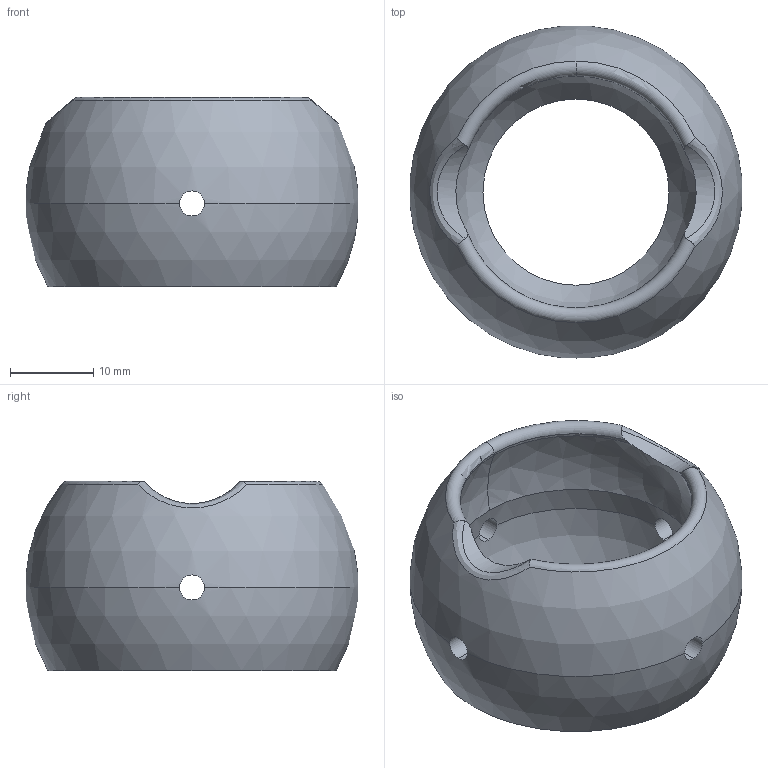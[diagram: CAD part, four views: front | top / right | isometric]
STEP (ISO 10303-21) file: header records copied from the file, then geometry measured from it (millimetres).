
FILE_DESCRIPTION (( 'STEP AP214' ), '1' );
FILE_NAME ('M3_2.STEP', '2019-04-01T21:51:18', ( 'MariaConsuegra' ), ( '' ), 'SwSTEP 2.0', 'SolidWorks 2015', '' );
FILE_SCHEMA (( 'AUTOMOTIVE_DESIGN' ));
Length unit declared in the file: millimetre
Products named in the file (1): M3_2
Bounding box: 39.89 x 39.89 x 22.76 mm (x, y, z)
Volume: 10433.3 mm3; surface area: 5709.8 mm2
Topology: 1 solids, 1 shells, 25 faces, 98 edges, 64 vertices
Faces by surface type: cylinder 10, torus 6, sphere 6, bspline 2, plane 1
Entity records: 1422 total; most frequent: CARTESIAN_POINT 590, DIRECTION 180, ORIENTED_EDGE 176, EDGE_CURVE 88, AXIS2_PLACEMENT_3D 86, CIRCLE 62, VERTEX_POINT 60, EDGE_LOOP 30
